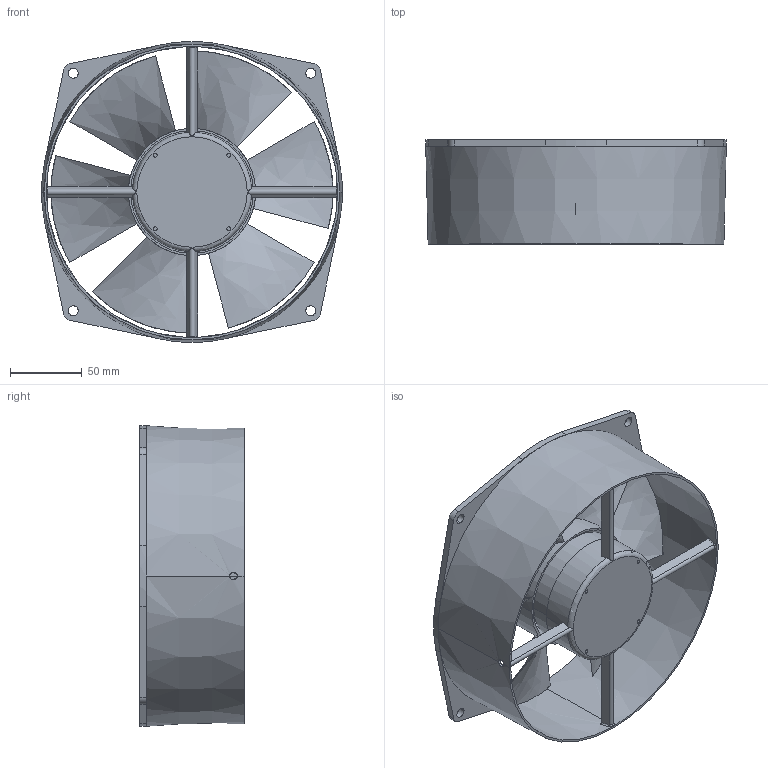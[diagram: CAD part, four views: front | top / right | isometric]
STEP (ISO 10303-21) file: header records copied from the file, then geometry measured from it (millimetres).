
FILE_DESCRIPTION((''),'2;1');
FILE_NAME('ASM0009_ASM','2025-01-03T16:48:19',('Administrator'),(''),'CREO PARAMETRIC BY PTC INC, 2019010','CREO PARAMETRIC BY PTC INC, 2019010','');
FILE_SCHEMA(('CONFIG_CONTROL_DESIGN'));
Length unit declared in the file: millimetre
Products named in the file (5): PRT0016; PRT0014; PRT0017; PRT0019; ASM0009_ASM
Assembly tree (4 placements, depth 2):
  ASM0009_ASM
    PRT0016
    PRT0014
    PRT0017
    PRT0019
Bounding box: 209 x 72.5 x 209 mm (x, y, z)
Volume: 288699.3 mm3; surface area: 220754 mm2
Topology: 4 solids, 4 shells, 192 faces, 520 edges, 342 vertices
Faces by surface type: plane 76, cylinder 69, bspline 24, torus 14, cone 9
Entity records: 7410 total; most frequent: CARTESIAN_POINT 2528, ORIENTED_EDGE 1040, DIRECTION 938, EDGE_CURVE 520, AXIS2_PLACEMENT_3D 363, VERTEX_POINT 342, EDGE_LOOP 228, VECTOR 212
